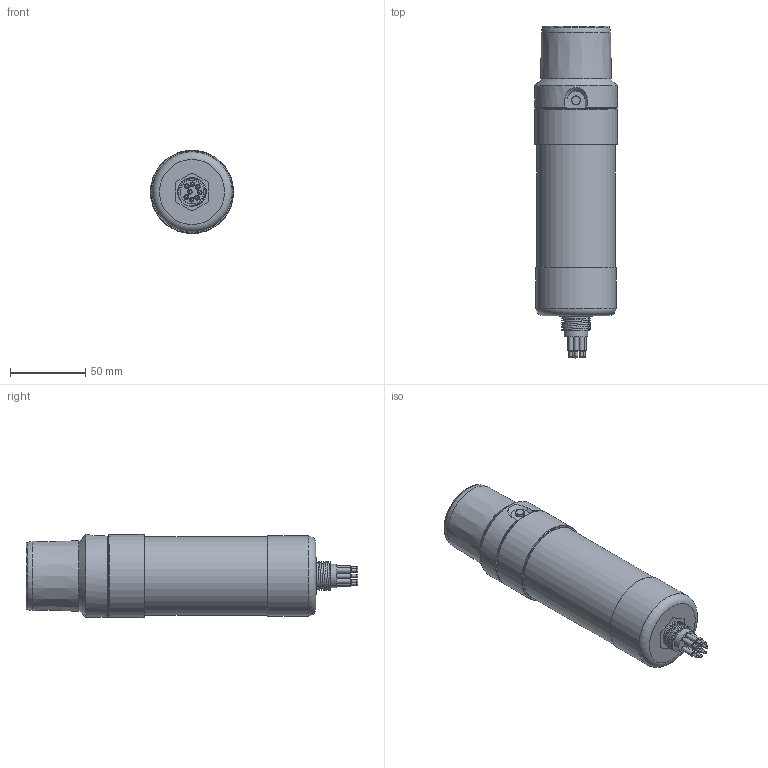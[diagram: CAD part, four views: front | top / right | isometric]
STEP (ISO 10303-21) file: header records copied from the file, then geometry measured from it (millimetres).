
FILE_DESCRIPTION(/* description */ (''),/* implementation_level */ '2;1');
FILE_NAME(/* name */ '8262-000-28 - Nano SST final assembly with pressure PA-4LD cable connection.stp',/* time_stamp */ '2020-12-11T14:45:08+00:00',/* author */ ('jmb'),/* organization */ (''),/* preprocessor_version */ 'ST-DEVELOPER v18.1',/* originating_system */ 'Autodesk Inventor 2020',/* authorisation */ '');
FILE_SCHEMA (('AUTOMOTIVE_DESIGN { 1 0 10303 214 3 1 1 }'));
Length unit declared in the file: millimetre
Products named in the file (2): 8262-000-07 - Nano SST final assembly with pressure PA-4LD cable conn
ection; 8262-000-28 - Nano SST final assembly with pressure PA-4LD cable conn
ection_Substitute_2
Assembly tree (1 placements, depth 2):
  8262-000-07 - Nano SST final assembly with pressure PA-4LD cable conn
ection
    8262-000-28 - Nano SST final assembly with pressure PA-4LD cable conn
ection_Substitute_2
Bounding box: 55 x 219.9 x 55 mm (x, y, z)
Volume: 442918.8 mm3; surface area: 53362.8 mm2
Topology: 14 solids, 14 shells, 195 faces, 436 edges, 298 vertices
Faces by surface type: plane 69, cylinder 62, cone 40, bspline 13, torus 11
Full cylindrical faces by diameter (mm): 2 x8, 3.1 x8, 3.74 x1, 4.5 x1, 5.3 x1, 5.5 x1, 5.95 x3, 7.2 x1, 9.144 x1, 9.601 x1, 11.049 x3, 11.938 x2, 15.5 x1, 15.9 x1, 17.526 x3, 18.796 x3, 35.5 x1, 39 x1, 40 x1, 40.65 x1, 43.45 x2, 44 x2, 52 x1, 53 x1, 55 x2
Entity records: 9047 total; most frequent: CARTESIAN_POINT 4233, DIRECTION 1023, ORIENTED_EDGE 874, AXIS2_PLACEMENT_3D 450, EDGE_CURVE 437, VERTEX_POINT 299, CIRCLE 265, EDGE_LOOP 224
